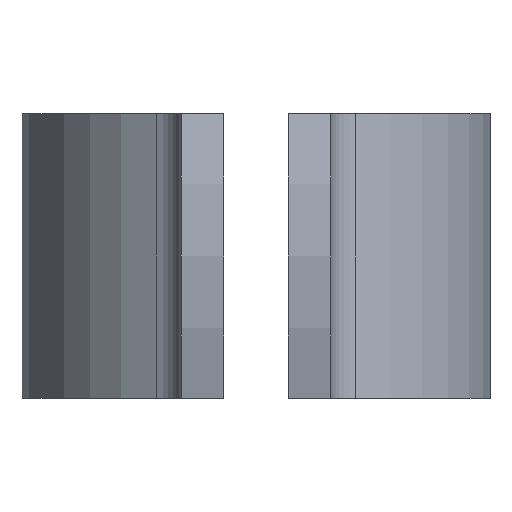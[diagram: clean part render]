
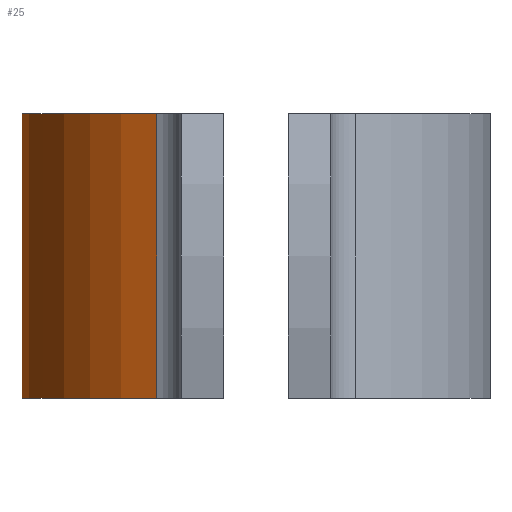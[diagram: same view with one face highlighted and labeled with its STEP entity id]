
A CAD part, left-side view. The second image highlights one B-rep face of the part: STEP entity #25.
In plain terms, the highlighted cylindrical face has radius 33 mm (diameter 66 mm), a partial arc.
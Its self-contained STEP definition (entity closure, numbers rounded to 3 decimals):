
#25 = ADVANCED_FACE ( 'NONE', ( #1037 ), #266, .T. ) ;
#148 = ORIENTED_EDGE ( 'NONE', *, *, #991, .T. ) ;
#230 = ORIENTED_EDGE ( 'NONE', *, *, #318, .F. ) ;
#253 = CARTESIAN_POINT ( 'NONE',  ( 0., 0., -40. ) ) ;
#255 = VERTEX_POINT ( 'NONE', #876 ) ;
#259 = DIRECTION ( 'NONE',  ( 0., 0., 1. ) ) ;
#264 = VECTOR ( 'NONE', #933, 1000. ) ;
#266 = CYLINDRICAL_SURFACE ( 'NONE', #565, 33. ) ;
#318 = EDGE_CURVE ( 'NONE', #624, #891, #1090, .T. ) ;
#340 = LINE ( 'NONE', #720, #264 ) ;
#360 = CARTESIAN_POINT ( 'NONE',  ( 29.901, 13.962, -40. ) ) ;
#367 = LINE ( 'NONE', #360, #864 ) ;
#435 = DIRECTION ( 'NONE',  ( 0., 0., 1. ) ) ;
#506 = CARTESIAN_POINT ( 'NONE',  ( 0., 0., 0. ) ) ;
#515 = CARTESIAN_POINT ( 'NONE',  ( -29.901, 13.962, -40. ) ) ;
#546 = CARTESIAN_POINT ( 'NONE',  ( 29.901, 13.962, 0. ) ) ;
#565 = AXIS2_PLACEMENT_3D ( 'NONE', #647, #852, #752 ) ;
#601 = DIRECTION ( 'NONE',  ( -1., 0., 0. ) ) ;
#624 = VERTEX_POINT ( 'NONE', #546 ) ;
#647 = CARTESIAN_POINT ( 'NONE',  ( 0., 0., -40. ) ) ;
#651 = ORIENTED_EDGE ( 'NONE', *, *, #949, .T. ) ;
#659 = EDGE_CURVE ( 'NONE', #255, #624, #367, .T. ) ;
#720 = CARTESIAN_POINT ( 'NONE',  ( -29.901, 13.962, -40. ) ) ;
#752 = DIRECTION ( 'NONE',  ( 1., 0., 0. ) ) ;
#852 = DIRECTION ( 'NONE',  ( 0., 0., 1. ) ) ;
#864 = VECTOR ( 'NONE', #259, 1000. ) ;
#876 = CARTESIAN_POINT ( 'NONE',  ( 29.901, 13.962, -40. ) ) ;
#891 = VERTEX_POINT ( 'NONE', #1113 ) ;
#892 = DIRECTION ( 'NONE',  ( 0., 0., 1. ) ) ;
#905 = DIRECTION ( 'NONE',  ( -1., 0., 0. ) ) ;
#933 = DIRECTION ( 'NONE',  ( 0., 0., 1. ) ) ;
#940 = VERTEX_POINT ( 'NONE', #515 ) ;
#944 = CIRCLE ( 'NONE', #1103, 33. ) ;
#949 = EDGE_CURVE ( 'NONE', #255, #940, #944, .T. ) ;
#991 = EDGE_CURVE ( 'NONE', #940, #891, #340, .T. ) ;
#1023 = AXIS2_PLACEMENT_3D ( 'NONE', #506, #892, #601 ) ;
#1037 = FACE_OUTER_BOUND ( 'NONE', #1102, .T. ) ;
#1079 = ORIENTED_EDGE ( 'NONE', *, *, #659, .F. ) ;
#1090 = CIRCLE ( 'NONE', #1023, 33. ) ;
#1102 = EDGE_LOOP ( 'NONE', ( #230, #1079, #651, #148 ) ) ;
#1103 = AXIS2_PLACEMENT_3D ( 'NONE', #253, #435, #905 ) ;
#1113 = CARTESIAN_POINT ( 'NONE',  ( -29.901, 13.962, 0. ) ) ;
